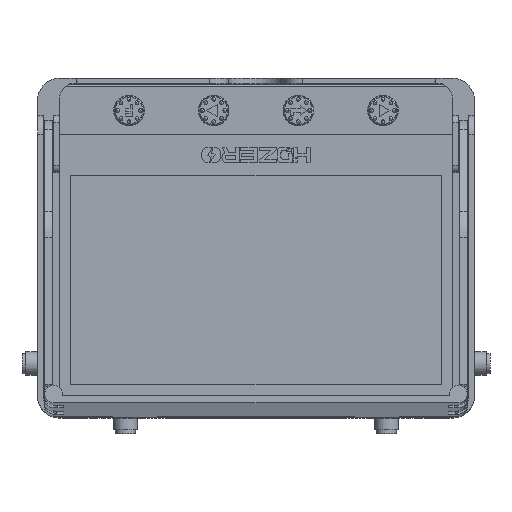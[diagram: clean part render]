
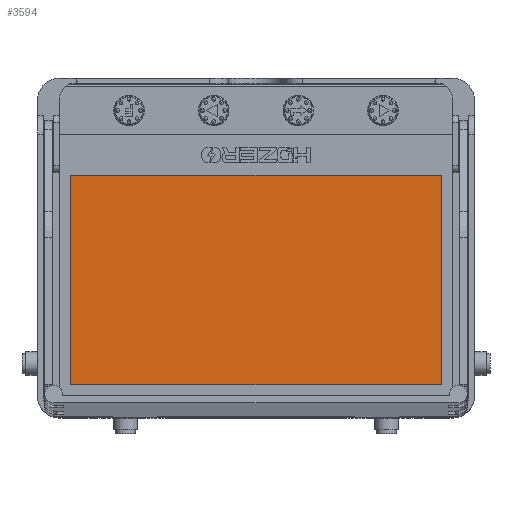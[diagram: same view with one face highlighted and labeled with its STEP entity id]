
A CAD part, top view. The second image highlights one B-rep face of the part: STEP entity #3594.
In plain terms, the highlighted planar face has unit normal (0, 0, 1).
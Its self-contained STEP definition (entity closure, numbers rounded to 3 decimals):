
#1055=FACE_OUTER_BOUND('',#15286,.T.);
#3594=ADVANCED_FACE('',(#1055),#5605,.F.);
#5605=PLANE('',#39542);
#7303=LINE('',#55653,#11017);
#7306=LINE('',#55659,#11020);
#7309=LINE('',#55665,#11023);
#7311=LINE('',#55668,#11025);
#11017=VECTOR('',#44455,1.);
#11020=VECTOR('',#44460,1.);
#11023=VECTOR('',#44465,1.);
#11025=VECTOR('',#44469,1.);
#15286=EDGE_LOOP('',(#19249,#19250,#19251,#19252));
#19249=ORIENTED_EDGE('',*,*,#32864,.F.);
#19250=ORIENTED_EDGE('',*,*,#32866,.F.);
#19251=ORIENTED_EDGE('',*,*,#32858,.F.);
#19252=ORIENTED_EDGE('',*,*,#32861,.F.);
#28891=VERTEX_POINT('',#55648);
#28893=VERTEX_POINT('',#55652);
#28895=VERTEX_POINT('',#55658);
#28897=VERTEX_POINT('',#55664);
#32858=EDGE_CURVE('',#28893,#28891,#7303,.T.);
#32861=EDGE_CURVE('',#28895,#28893,#7306,.T.);
#32864=EDGE_CURVE('',#28897,#28895,#7309,.T.);
#32866=EDGE_CURVE('',#28891,#28897,#7311,.T.);
#39542=AXIS2_PLACEMENT_3D('',#55720,#44524,#44525);
#44455=DIRECTION('',(0.,-1.,0.));
#44460=DIRECTION('',(1.,0.,0.));
#44465=DIRECTION('',(0.,1.,0.));
#44469=DIRECTION('',(-1.,0.,0.));
#44524=DIRECTION('',(0.,0.,-1.));
#44525=DIRECTION('',(1.,0.,0.));
#55648=CARTESIAN_POINT('',(-190.,4.55,5.1));
#55652=CARTESIAN_POINT('',(-190.,60.75,5.1));
#55653=CARTESIAN_POINT('',(-190.,4.05,5.1));
#55658=CARTESIAN_POINT('',(-289.3,60.75,5.1));
#55659=CARTESIAN_POINT('',(-189.5,60.75,5.1));
#55664=CARTESIAN_POINT('',(-289.3,4.55,5.1));
#55665=CARTESIAN_POINT('',(-289.3,61.25,5.1));
#55668=CARTESIAN_POINT('',(-289.8,4.55,5.1));
#55720=CARTESIAN_POINT('',(-325.8,0.,5.1));
